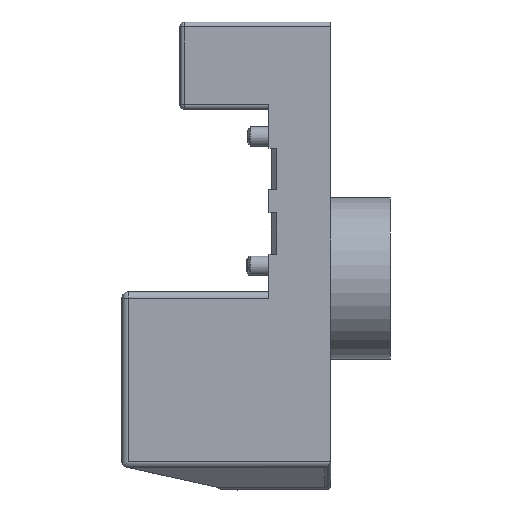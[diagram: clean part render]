
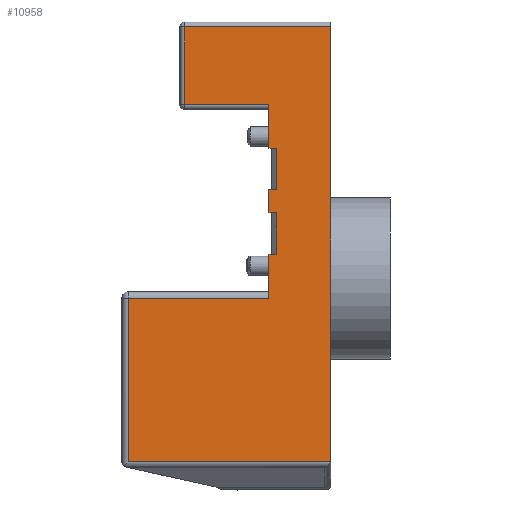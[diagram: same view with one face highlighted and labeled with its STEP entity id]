
A CAD part, front view. The second image highlights one B-rep face of the part: STEP entity #10958.
In plain terms, the highlighted planar face has unit normal (0, -1, 0).
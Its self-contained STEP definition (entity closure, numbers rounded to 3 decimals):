
#123=ELLIPSE('',#11929,1.075,1.);
#623=PLANE('',#11997);
#1477=FACE_OUTER_BOUND('',#2119,.T.);
#2119=EDGE_LOOP('',(#10038,#10039,#10040,#10041,#10042,#10043,#10044,#10045,
#10046,#10047,#10048,#10049,#10050,#10051,#10052,#10053,#10054));
#2459=LINE('',#21512,#3485);
#2723=LINE('',#23819,#3749);
#2724=LINE('',#23822,#3750);
#2727=LINE('',#23827,#3753);
#2728=LINE('',#23830,#3754);
#2731=LINE('',#23835,#3757);
#2733=LINE('',#23839,#3759);
#2735=LINE('',#23843,#3761);
#3059=LINE('',#24805,#4085);
#3061=LINE('',#24812,#4087);
#3063=LINE('',#24819,#4089);
#3079=LINE('',#24869,#4105);
#3089=LINE('',#25258,#4115);
#3093=LINE('',#25268,#4119);
#3094=LINE('',#25270,#4120);
#3095=LINE('',#25271,#4121);
#3485=VECTOR('',#13116,10.);
#3749=VECTOR('',#13752,10.);
#3750=VECTOR('',#13755,10.);
#3753=VECTOR('',#13760,10.);
#3754=VECTOR('',#13763,10.);
#3757=VECTOR('',#13768,10.);
#3759=VECTOR('',#13772,10.);
#3761=VECTOR('',#13776,10.);
#4085=VECTOR('',#14620,10.);
#4087=VECTOR('',#14628,10.);
#4089=VECTOR('',#14634,10.);
#4105=VECTOR('',#14686,10.);
#4115=VECTOR('',#14776,10.);
#4119=VECTOR('',#14786,10.);
#4120=VECTOR('',#14787,10.);
#4121=VECTOR('',#14788,10.);
#4903=VERTEX_POINT('',#21494);
#4911=VERTEX_POINT('',#21510);
#5156=VERTEX_POINT('',#23815);
#5157=VERTEX_POINT('',#23817);
#5158=VERTEX_POINT('',#23821);
#5159=VERTEX_POINT('',#23825);
#5160=VERTEX_POINT('',#23829);
#5161=VERTEX_POINT('',#23833);
#5162=VERTEX_POINT('',#23838);
#5163=VERTEX_POINT('',#23842);
#5444=VERTEX_POINT('',#24800);
#5445=VERTEX_POINT('',#24804);
#5447=VERTEX_POINT('',#24809);
#5450=VERTEX_POINT('',#24817);
#5480=VERTEX_POINT('',#25257);
#5483=VERTEX_POINT('',#25267);
#5484=VERTEX_POINT('',#25269);
#6141=EDGE_CURVE('',#4911,#4903,#2459,.T.);
#6499=EDGE_CURVE('',#5156,#5157,#2723,.T.);
#6500=EDGE_CURVE('',#5157,#5158,#2724,.T.);
#6503=EDGE_CURVE('',#5158,#5159,#2727,.T.);
#6504=EDGE_CURVE('',#5159,#5160,#2728,.T.);
#6507=EDGE_CURVE('',#5160,#5161,#2731,.T.);
#6509=EDGE_CURVE('',#5161,#5162,#2733,.T.);
#6511=EDGE_CURVE('',#5162,#5163,#2735,.T.);
#6952=EDGE_CURVE('',#4903,#5444,#123,.T.);
#6954=EDGE_CURVE('',#5444,#5445,#3059,.T.);
#6958=EDGE_CURVE('',#5445,#5447,#3061,.T.);
#6961=EDGE_CURVE('',#5163,#5450,#3063,.T.);
#6987=EDGE_CURVE('',#5447,#5450,#3079,.T.);
#7021=EDGE_CURVE('',#5480,#5156,#3089,.T.);
#7026=EDGE_CURVE('',#4911,#5483,#3093,.T.);
#7027=EDGE_CURVE('',#5484,#5483,#3094,.T.);
#7028=EDGE_CURVE('',#5480,#5484,#3095,.T.);
#10038=ORIENTED_EDGE('',*,*,#7021,.T.);
#10039=ORIENTED_EDGE('',*,*,#6499,.T.);
#10040=ORIENTED_EDGE('',*,*,#6500,.T.);
#10041=ORIENTED_EDGE('',*,*,#6503,.T.);
#10042=ORIENTED_EDGE('',*,*,#6504,.T.);
#10043=ORIENTED_EDGE('',*,*,#6507,.T.);
#10044=ORIENTED_EDGE('',*,*,#6509,.T.);
#10045=ORIENTED_EDGE('',*,*,#6511,.T.);
#10046=ORIENTED_EDGE('',*,*,#6961,.T.);
#10047=ORIENTED_EDGE('',*,*,#6987,.F.);
#10048=ORIENTED_EDGE('',*,*,#6958,.F.);
#10049=ORIENTED_EDGE('',*,*,#6954,.F.);
#10050=ORIENTED_EDGE('',*,*,#6952,.F.);
#10051=ORIENTED_EDGE('',*,*,#6141,.F.);
#10052=ORIENTED_EDGE('',*,*,#7026,.T.);
#10053=ORIENTED_EDGE('',*,*,#7027,.F.);
#10054=ORIENTED_EDGE('',*,*,#7028,.F.);
#10958=ADVANCED_FACE('',(#1477),#623,.F.);
#11929=AXIS2_PLACEMENT_3D('',#24801,#14614,#14615);
#11997=AXIS2_PLACEMENT_3D('',#25266,#14784,#14785);
#13116=DIRECTION('',(0.,0.,-1.));
#13752=DIRECTION('',(1.,0.,0.));
#13755=DIRECTION('',(0.,0.,-1.));
#13760=DIRECTION('',(-1.,0.,0.));
#13763=DIRECTION('',(0.,0.,-1.));
#13768=DIRECTION('',(1.,0.,0.));
#13772=DIRECTION('',(0.,0.,-1.));
#13776=DIRECTION('',(-1.,0.,0.));
#14614=DIRECTION('center_axis',(0.,1.,0.));
#14615=DIRECTION('ref_axis',(0.,0.,
-1.));
#14620=DIRECTION('',(-1.,0.,0.));
#14628=DIRECTION('',(0.,0.,1.));
#14634=DIRECTION('',(0.,0.,-1.));
#14686=DIRECTION('',(1.,0.,0.));
#14776=DIRECTION('',(0.,0.,-1.));
#14784=DIRECTION('center_axis',(0.,1.,0.));
#14785=DIRECTION('ref_axis',(0.,0.,
-1.));
#14786=DIRECTION('',(-1.,0.,0.));
#14787=DIRECTION('',(0.,0.,1.));
#14788=DIRECTION('',(-1.,0.,0.));
#21494=CARTESIAN_POINT('',(-50.329,107.342,-26.711));
#21510=CARTESIAN_POINT('',(-50.329,107.342,40.217));
#21512=CARTESIAN_POINT('',(-50.329,107.342,40.967));
#23815=CARTESIAN_POINT('',(-59.929,107.342,21.419));
#23817=CARTESIAN_POINT('',(-58.729,107.342,21.419));
#23819=CARTESIAN_POINT('',(-54.129,107.342,21.419));
#23821=CARTESIAN_POINT('',(-58.729,107.342,15.019));
#23822=CARTESIAN_POINT('',(-58.729,107.342,45.443));
#23825=CARTESIAN_POINT('',(-59.929,107.342,15.019));
#23827=CARTESIAN_POINT('',(-54.129,107.342,15.019));
#23829=CARTESIAN_POINT('',(-59.929,107.342,11.419));
#23830=CARTESIAN_POINT('',(-59.929,107.342,8.225));
#23833=CARTESIAN_POINT('',(-58.729,107.342,11.419));
#23835=CARTESIAN_POINT('',(-54.129,107.342,11.419));
#23838=CARTESIAN_POINT('',(-58.729,107.342,5.019));
#23839=CARTESIAN_POINT('',(-58.729,107.342,40.443));
#23842=CARTESIAN_POINT('',(-59.929,107.342,5.019));
#23843=CARTESIAN_POINT('',(-54.129,107.342,5.019));
#24800=CARTESIAN_POINT('',(-50.399,107.342,-27.104));
#24801=CARTESIAN_POINT('Origin',(-51.329,107.342,-26.711));
#24804=CARTESIAN_POINT('',(-81.704,107.342,-27.104));
#24805=CARTESIAN_POINT('',(-59.789,107.342,-27.104));
#24809=CARTESIAN_POINT('',(-81.704,107.342,-1.785));
#24812=CARTESIAN_POINT('',(-81.704,107.342,-5.667));
#24817=CARTESIAN_POINT('',(-59.929,107.342,-1.785));
#24819=CARTESIAN_POINT('',(-59.929,107.342,8.225));
#24869=CARTESIAN_POINT('',(-64.845,107.342,-1.785));
#25257=CARTESIAN_POINT('',(-59.929,107.342,28.169));
#25258=CARTESIAN_POINT('',(-59.929,107.342,8.225));
#25266=CARTESIAN_POINT('Origin',(-69.249,107.342,4.237));
#25267=CARTESIAN_POINT('',(-72.954,107.342,40.217));
#25268=CARTESIAN_POINT('',(-72.704,107.342,40.217));
#25269=CARTESIAN_POINT('',(-72.954,107.342,28.169));
#25270=CARTESIAN_POINT('',(-72.954,107.342,19.215));
#25271=CARTESIAN_POINT('',(-64.589,107.342,28.169));
